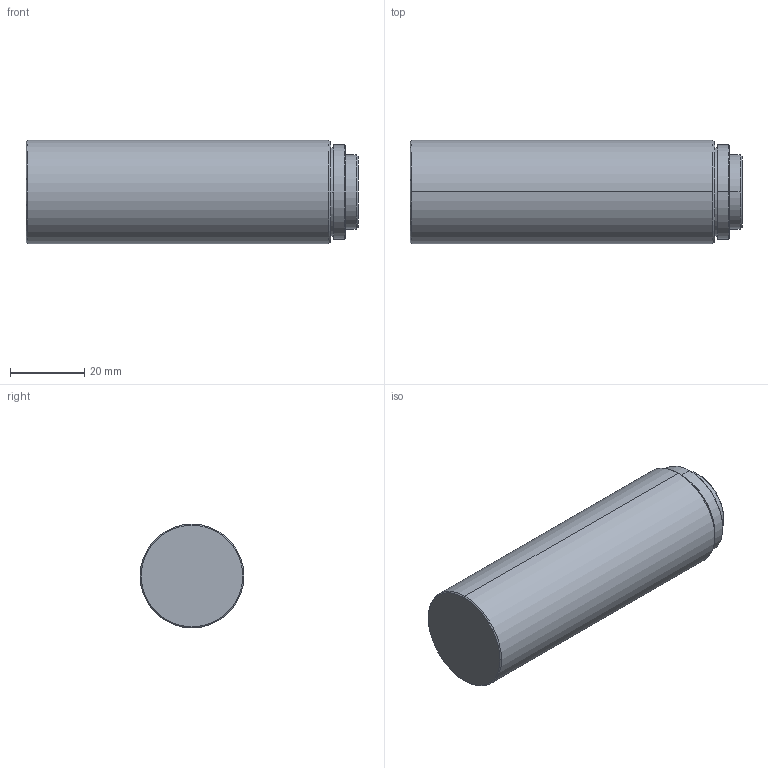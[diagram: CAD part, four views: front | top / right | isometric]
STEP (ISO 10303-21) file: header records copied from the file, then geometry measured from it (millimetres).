
FILE_DESCRIPTION (( 'STEP AP203' ), '1' );
FILE_NAME ('WH021-520AIR.STEP', '2019-12-03T02:29:29', ( 'Windows 蚚誧' ), ( '' ), 'SwSTEP 2.0', 'SolidWorks 2017', '' );
FILE_SCHEMA (( 'CONFIG_CONTROL_DESIGN' ));
Length unit declared in the file: millimetre
Products named in the file (1): WH021-520AIR
Bounding box: 89.6 x 28 x 28 mm (x, y, z)
Volume: 53642.2 mm3; surface area: 9030.3 mm2
Topology: 1 solids, 1 shells, 21 faces, 44 edges, 28 vertices
Faces by surface type: cone 8, cylinder 8, plane 5
Entity records: 651 total; most frequent: DIRECTION 116, CARTESIAN_POINT 94, ORIENTED_EDGE 88, AXIS2_PLACEMENT_3D 50, EDGE_CURVE 44, VERTEX_POINT 28, CIRCLE 28, EDGE_LOOP 24
